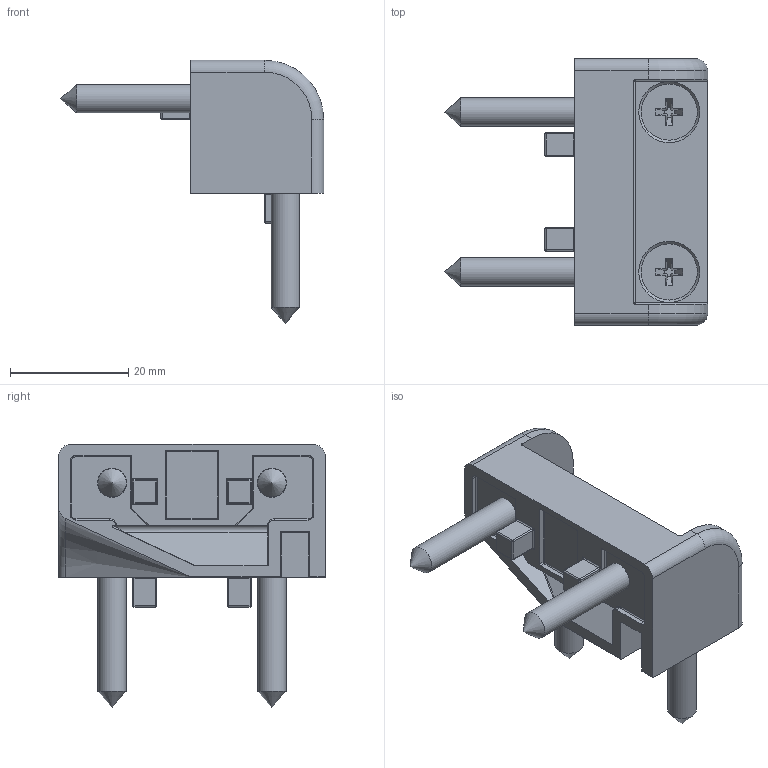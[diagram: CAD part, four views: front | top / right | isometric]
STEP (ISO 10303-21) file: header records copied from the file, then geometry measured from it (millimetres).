
FILE_DESCRIPTION(/* description */ (''),/* implementation_level */ '2;1');
FILE_NAME(/* name */ '13269_KriTec_Rahmen_Eckverbinder_10_45x22_5.stp',/* time_stamp */ '2017-06-20T14:22:20+02:00',/* author */ ('Steiner'),/* organization */ (''),/* preprocessor_version */ 'ST-DEVELOPER v16.1',/* originating_system */ 'Autodesk Inventor 2016',/* authorisation */ '');
FILE_SCHEMA (('AUTOMOTIVE_DESIGN { 1 0 10303 214 3 1 1 }'));
Length unit declared in the file: millimetre
Products named in the file (3): 13269_KriTec_Rahmen-Eckverbinder_10_45x22,5; 13269_Schraube; 13269_KriTec_Rahmen-Eckverbinder_10_45x22,5_1
Assembly tree (5 placements, depth 2):
  13269_KriTec_Rahmen-Eckverbinder_10_45x22,5_1
    13269_KriTec_Rahmen-Eckverbinder_10_45x22,5
    13269_Schraube  x4
Bounding box: 44.5 x 45 x 44.5 mm (x, y, z)
Volume: 15827.5 mm3; surface area: 8962.7 mm2
Topology: 5 solids, 5 shells, 376 faces, 930 edges, 524 vertices
Faces by surface type: cylinder 144, plane 132, bspline 34, sphere 32, torus 21, cone 13
Full cylindrical faces by diameter (mm): 4.8 x4, 4.9 x4, 9.5 x4
Entity records: 9898 total; most frequent: CARTESIAN_POINT 2625, DIRECTION 1502, ORIENTED_EDGE 1380, EDGE_CURVE 690, AXIS2_PLACEMENT_3D 565, VERTEX_POINT 404, LINE 372, VECTOR 372
